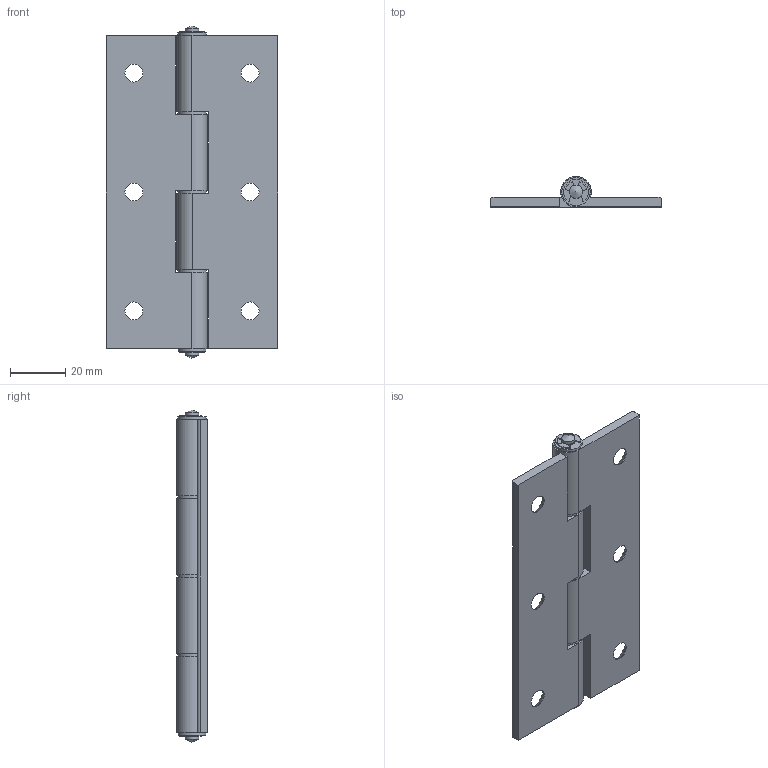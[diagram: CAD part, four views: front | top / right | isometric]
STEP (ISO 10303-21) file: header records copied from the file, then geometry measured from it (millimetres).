
FILE_DESCRIPTION(/* description */ (''),/* implementation_level */ '2;1');
FILE_NAME(/* name */ 'HA11362.stp',/* time_stamp */ '2023-12-04T14:15:03+09:00',/* author */ ('user'),/* organization */ (''),/* preprocessor_version */ 'ST-DEVELOPER v15.6',/* originating_system */ 'Autodesk Inventor 2015',/* authorisation */ '');
FILE_SCHEMA (('AUTOMOTIVE_DESIGN { 1 0 10303 214 3 1 1 }'));
Length unit declared in the file: millimetre
Products named in the file (7): HA11362_L; HA11362_H; HA11362_R; HA11362_W; HA11362_W2; HA11362_C; HA11362
Bounding box: 62 x 10.98 x 120 mm (x, y, z)
Volume: 29126 mm3; surface area: 24112.5 mm2
Topology: 10 solids, 10 shells, 113 faces, 259 edges, 172 vertices
Faces by surface type: plane 54, cylinder 51, cone 8
Full cylindrical faces by diameter (mm): 4 x2, 4.8 x3, 4.9 x4, 5 x1, 6.5 x14, 10 x1, 10.2 x4
Entity records: 2374 total; most frequent: DIRECTION 420, CARTESIAN_POINT 368, ORIENTED_EDGE 308, AXIS2_PLACEMENT_3D 170, EDGE_CURVE 154, EDGE_LOOP 134, VERTEX_POINT 118, LINE 80
